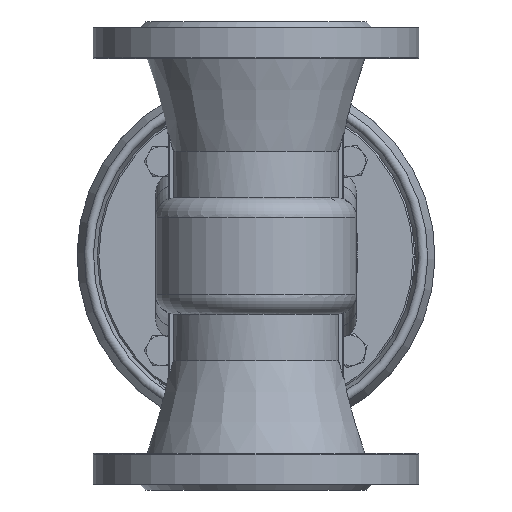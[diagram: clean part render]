
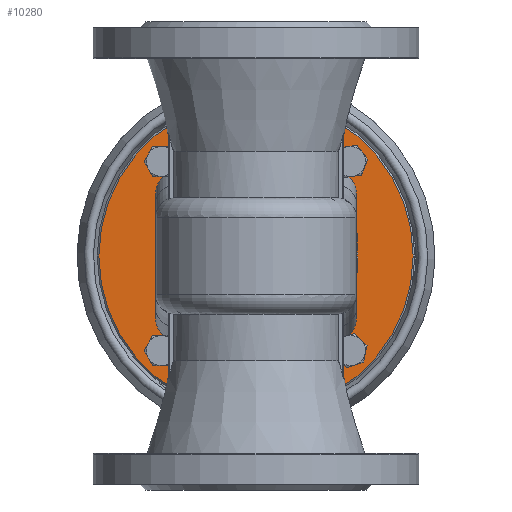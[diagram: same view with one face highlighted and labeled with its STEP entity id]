
A CAD part, front view. The second image highlights one B-rep face of the part: STEP entity #10280.
In plain terms, the highlighted planar face has unit normal (0, -1, 0).
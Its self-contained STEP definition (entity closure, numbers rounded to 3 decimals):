
#110=FACE_BOUND('',#1588,.T.);
#111=FACE_BOUND('',#1589,.T.);
#112=FACE_BOUND('',#1590,.T.);
#113=FACE_BOUND('',#1591,.T.);
#114=FACE_BOUND('',#1592,.T.);
#175=ELLIPSE('',#11341,12.369,12.);
#176=ELLIPSE('',#11342,12.369,12.);
#177=ELLIPSE('',#11343,12.369,12.);
#178=ELLIPSE('',#11344,12.369,12.);
#587=PLANE('',#11336);
#965=FACE_OUTER_BOUND('',#1587,.T.);
#1587=EDGE_LOOP('',(#7701));
#1588=EDGE_LOOP('',(#7702));
#1589=EDGE_LOOP('',(#7703));
#1590=EDGE_LOOP('',(#7704));
#1591=EDGE_LOOP('',(#7705));
#1592=EDGE_LOOP('',(#7706,#7707,#7708,#7709,#7710,#7711,#7712,#7713));
#2271=LINE('',#16946,#2882);
#2272=LINE('',#16950,#2883);
#2273=LINE('',#16954,#2884);
#2274=LINE('',#16958,#2885);
#2882=VECTOR('',#13265,10.);
#2883=VECTOR('',#13268,10.);
#2884=VECTOR('',#13271,10.);
#2885=VECTOR('',#13274,10.);
#3715=CIRCLE('',#11335,94.);
#3716=CIRCLE('',#11337,6.);
#3717=CIRCLE('',#11338,6.);
#3718=CIRCLE('',#11339,6.);
#3719=CIRCLE('',#11340,6.);
#4480=VERTEX_POINT('',#16932);
#4481=VERTEX_POINT('',#16936);
#4482=VERTEX_POINT('',#16938);
#4483=VERTEX_POINT('',#16940);
#4484=VERTEX_POINT('',#16942);
#4485=VERTEX_POINT('',#16944);
#4486=VERTEX_POINT('',#16945);
#4487=VERTEX_POINT('',#16947);
#4488=VERTEX_POINT('',#16949);
#4489=VERTEX_POINT('',#16951);
#4490=VERTEX_POINT('',#16953);
#4491=VERTEX_POINT('',#16955);
#4492=VERTEX_POINT('',#16957);
#5636=EDGE_CURVE('',#4480,#4480,#3715,.T.);
#5637=EDGE_CURVE('',#4481,#4481,#3716,.T.);
#5638=EDGE_CURVE('',#4482,#4482,#3717,.T.);
#5639=EDGE_CURVE('',#4483,#4483,#3718,.T.);
#5640=EDGE_CURVE('',#4484,#4484,#3719,.T.);
#5641=EDGE_CURVE('',#4485,#4486,#2271,.T.);
#5642=EDGE_CURVE('',#4486,#4487,#175,.T.);
#5643=EDGE_CURVE('',#4488,#4487,#2272,.T.);
#5644=EDGE_CURVE('',#4489,#4488,#176,.T.);
#5645=EDGE_CURVE('',#4490,#4489,#2273,.T.);
#5646=EDGE_CURVE('',#4491,#4490,#177,.T.);
#5647=EDGE_CURVE('',#4492,#4491,#2274,.T.);
#5648=EDGE_CURVE('',#4492,#4485,#178,.T.);
#7701=ORIENTED_EDGE('',*,*,#5636,.F.);
#7702=ORIENTED_EDGE('',*,*,#5637,.F.);
#7703=ORIENTED_EDGE('',*,*,#5638,.F.);
#7704=ORIENTED_EDGE('',*,*,#5639,.F.);
#7705=ORIENTED_EDGE('',*,*,#5640,.F.);
#7706=ORIENTED_EDGE('',*,*,#5641,.T.);
#7707=ORIENTED_EDGE('',*,*,#5642,.T.);
#7708=ORIENTED_EDGE('',*,*,#5643,.F.);
#7709=ORIENTED_EDGE('',*,*,#5644,.F.);
#7710=ORIENTED_EDGE('',*,*,#5645,.F.);
#7711=ORIENTED_EDGE('',*,*,#5646,.F.);
#7712=ORIENTED_EDGE('',*,*,#5647,.F.);
#7713=ORIENTED_EDGE('',*,*,#5648,.T.);
#10280=ADVANCED_FACE('',(#965,#110,#111,#112,#113,#114),#587,.F.);
#11335=AXIS2_PLACEMENT_3D('',#16934,#13253,#13254);
#11336=AXIS2_PLACEMENT_3D('',#16935,#13255,#13256);
#11337=AXIS2_PLACEMENT_3D('',#16937,#13257,#13258);
#11338=AXIS2_PLACEMENT_3D('',#16939,#13259,#13260);
#11339=AXIS2_PLACEMENT_3D('',#16941,#13261,#13262);
#11340=AXIS2_PLACEMENT_3D('',#16943,#13263,#13264);
#11341=AXIS2_PLACEMENT_3D('',#16948,#13266,#13267);
#11342=AXIS2_PLACEMENT_3D('',#16952,#13269,#13270);
#11343=AXIS2_PLACEMENT_3D('',#16956,#13272,#13273);
#11344=AXIS2_PLACEMENT_3D('',#16959,#13275,#13276);
#13253=DIRECTION('center_axis',(0.,1.,0.));
#13254=DIRECTION('ref_axis',(-1.,0.,0.));
#13255=DIRECTION('center_axis',(0.,1.,0.));
#13256=DIRECTION('ref_axis',(0.,0.,1.));
#13257=DIRECTION('center_axis',(0.,-1.,0.));
#13258=DIRECTION('ref_axis',(-1.,0.,0.));
#13259=DIRECTION('center_axis',(0.,-1.,0.));
#13260=DIRECTION('ref_axis',(-1.,0.,0.));
#13261=DIRECTION('center_axis',(0.,-1.,0.));
#13262=DIRECTION('ref_axis',(-1.,0.,0.));
#13263=DIRECTION('center_axis',(0.,-1.,0.));
#13264=DIRECTION('ref_axis',(-1.,0.,0.));
#13265=DIRECTION('',(1.,0.,0.));
#13266=DIRECTION('center_axis',(0.,1.,0.));
#13267=DIRECTION('ref_axis',(0.,0.,
1.));
#13268=DIRECTION('',(0.,0.,1.));
#13269=DIRECTION('center_axis',(0.,-1.,0.));
#13270=DIRECTION('ref_axis',(0.,0.,
-1.));
#13271=DIRECTION('',(1.,0.,0.));
#13272=DIRECTION('center_axis',(0.,-1.,0.));
#13273=DIRECTION('ref_axis',(0.,0.,
-1.));
#13274=DIRECTION('',(0.,0.,-1.));
#13275=DIRECTION('center_axis',(0.,1.,0.));
#13276=DIRECTION('ref_axis',(0.,0.,
1.));
#16932=CARTESIAN_POINT('',(94.,130.,140.));
#16934=CARTESIAN_POINT('Origin',(0.,130.,140.));
#16935=CARTESIAN_POINT('Origin',(0.,130.,140.));
#16936=CARTESIAN_POINT('',(62.569,130.,83.431));
#16937=CARTESIAN_POINT('Origin',(56.569,130.,83.431));
#16938=CARTESIAN_POINT('',(-50.569,130.,83.431));
#16939=CARTESIAN_POINT('Origin',(-56.569,130.,83.431));
#16940=CARTESIAN_POINT('',(-50.569,130.,196.569));
#16941=CARTESIAN_POINT('Origin',(-56.569,130.,196.569));
#16942=CARTESIAN_POINT('',(62.569,130.,196.569));
#16943=CARTESIAN_POINT('Origin',(56.569,130.,196.569));
#16944=CARTESIAN_POINT('',(-48.,130.,190.));
#16945=CARTESIAN_POINT('',(48.,130.,190.));
#16946=CARTESIAN_POINT('',(0.,130.,190.));
#16947=CARTESIAN_POINT('',(60.,130.,177.631));
#16948=CARTESIAN_POINT('Origin',(48.,130.,177.631));
#16949=CARTESIAN_POINT('',(60.,130.,102.369));
#16950=CARTESIAN_POINT('',(60.,130.,140.));
#16951=CARTESIAN_POINT('',(48.,130.,90.));
#16952=CARTESIAN_POINT('Origin',(48.,130.,102.369));
#16953=CARTESIAN_POINT('',(-48.,130.,90.));
#16954=CARTESIAN_POINT('',(0.,130.,90.));
#16955=CARTESIAN_POINT('',(-60.,130.,102.369));
#16956=CARTESIAN_POINT('Origin',(-48.,130.,102.369));
#16957=CARTESIAN_POINT('',(-60.,130.,177.631));
#16958=CARTESIAN_POINT('',(-60.,130.,140.));
#16959=CARTESIAN_POINT('Origin',(-48.,130.,177.631));
